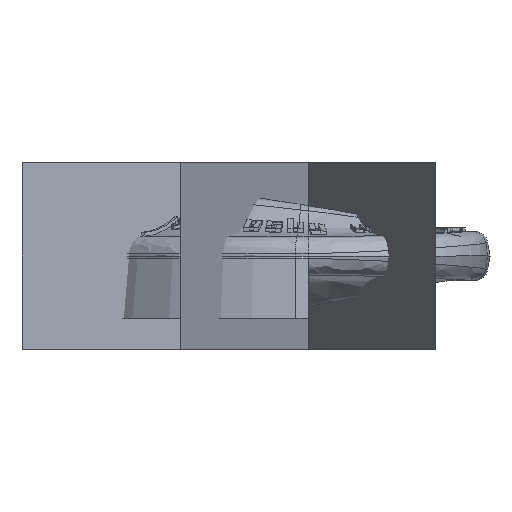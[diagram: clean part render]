
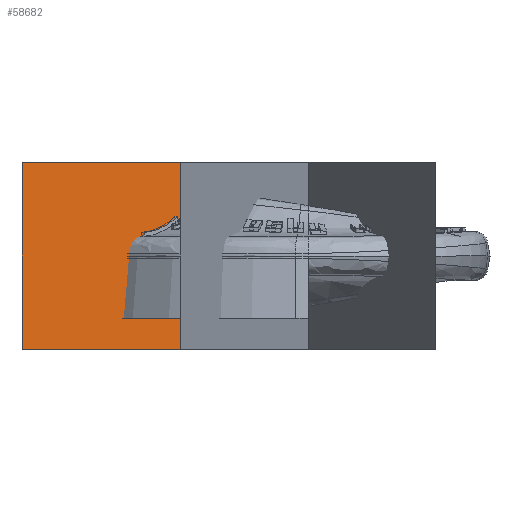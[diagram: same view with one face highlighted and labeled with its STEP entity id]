
A CAD part, front view. The second image highlights one B-rep face of the part: STEP entity #58682.
In plain terms, the highlighted planar face has unit normal (-0.707, 0.707, 0).
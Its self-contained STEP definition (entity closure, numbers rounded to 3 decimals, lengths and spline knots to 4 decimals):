
#58631=DIRECTION('',(-0.707,-0.707,0.));
#58632=VECTOR('',#58631,3.25);
#58633=CARTESIAN_POINT('',(0.1,-4.44,0.75));
#58634=LINE('',#58633,#58632);
#58638=DIRECTION('',(0.,0.,-1.));
#58639=VECTOR('',#58638,1.5);
#58640=CARTESIAN_POINT('',(-2.1981,-6.7381,0.75));
#58641=LINE('',#58640,#58639);
#58645=DIRECTION('',(0.707,0.707,0.));
#58646=VECTOR('',#58645,3.25);
#58647=CARTESIAN_POINT('',(-2.1981,-6.7381,-0.75));
#58648=LINE('',#58647,#58646);
#58652=DIRECTION('',(0.,0.,1.));
#58653=VECTOR('',#58652,1.5);
#58654=CARTESIAN_POINT('',(0.1,-4.44,-0.75));
#58655=LINE('',#58654,#58653);
#58659=CARTESIAN_POINT('',(0.1,-4.44,0.75));
#58660=CARTESIAN_POINT('',(-2.1981,-6.7381,0.75));
#58661=VERTEX_POINT('',#58659);
#58662=VERTEX_POINT('',#58660);
#58663=CARTESIAN_POINT('',(0.1,-4.44,-0.75));
#58664=CARTESIAN_POINT('',(-2.1981,-6.7381,-0.75));
#58665=VERTEX_POINT('',#58663);
#58666=VERTEX_POINT('',#58664);
#58667=CARTESIAN_POINT('',(0.1,-4.44,0.75));
#58668=DIRECTION('',(-0.707,0.707,0.));
#58669=DIRECTION('',(-0.707,-0.707,0.));
#58670=AXIS2_PLACEMENT_3D('',#58667,#58668,#58669);
#58671=PLANE('',#58670);
#58673=ORIENTED_EDGE('',*,*,#58672,.T.);
#58675=ORIENTED_EDGE('',*,*,#58674,.T.);
#58677=ORIENTED_EDGE('',*,*,#58676,.T.);
#58679=ORIENTED_EDGE('',*,*,#58678,.T.);
#58680=EDGE_LOOP('',(#58673,#58675,#58677,#58679));
#58681=FACE_OUTER_BOUND('',#58680,.F.);
#58672=EDGE_CURVE('',#58661,#58662,#58634,.T.);
#58674=EDGE_CURVE('',#58662,#58666,#58641,.T.);
#58676=EDGE_CURVE('',#58666,#58665,#58648,.T.);
#58678=EDGE_CURVE('',#58665,#58661,#58655,.T.);
#58682=ADVANCED_FACE('',(#58681),#58671,.T.);
